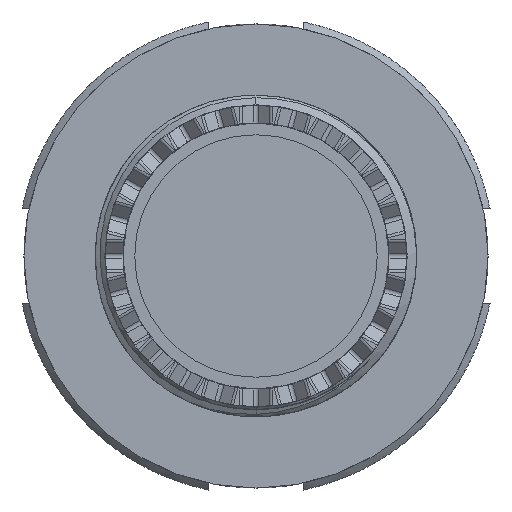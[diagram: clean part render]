
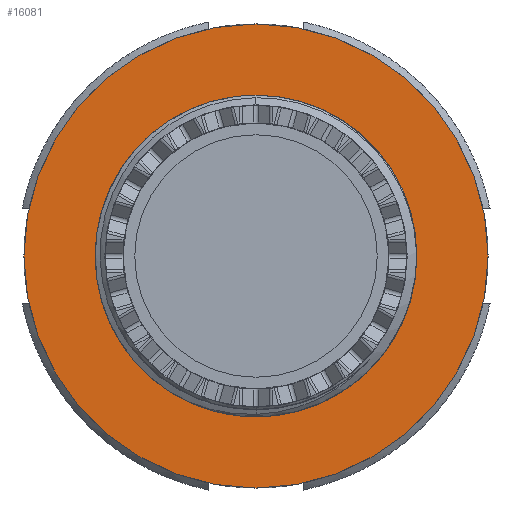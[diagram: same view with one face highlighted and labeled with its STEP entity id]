
A CAD part, front view. The second image highlights one B-rep face of the part: STEP entity #16081.
In plain terms, the highlighted planar face has unit normal (0, -1, 0).
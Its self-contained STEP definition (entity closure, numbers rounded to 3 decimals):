
#121=CARTESIAN_POINT('',(0.,0.,0.));
#122=DIRECTION('',(0.,-1.,0.));
#123=DIRECTION('',(0.,0.,-1.));
#124=AXIS2_PLACEMENT_3D('',#121,#122,#123);
#376=CARTESIAN_POINT('',(0.,0.,0.));
#377=DIRECTION('',(0.,1.,0.));
#378=DIRECTION('',(0.,0.,-1.));
#379=AXIS2_PLACEMENT_3D('',#376,#377,#378);
#3588=CARTESIAN_POINT('',(0.,0.,0.));
#3589=DIRECTION('',(0.,-1.,0.));
#3590=DIRECTION('',(0.,0.,-1.));
#3591=AXIS2_PLACEMENT_3D('',#3588,#3589,#3590);
#3593=CARTESIAN_POINT('',(0.,0.,0.));
#3594=DIRECTION('',(0.,1.,0.));
#3595=DIRECTION('',(0.,0.,-1.));
#3596=AXIS2_PLACEMENT_3D('',#3593,#3594,#3595);
#10290=CARTESIAN_POINT('',(0.,0.,-15.8));
#10291=CARTESIAN_POINT('',(0.,0.,15.8));
#10292=VERTEX_POINT('',#10290);
#10293=VERTEX_POINT('',#10291);
#10359=CARTESIAN_POINT('',(0.,0.,-10.945));
#10360=CARTESIAN_POINT('',(0.,0.,10.945));
#10361=VERTEX_POINT('',#10359);
#10362=VERTEX_POINT('',#10360);
#16066=CARTESIAN_POINT('',(0.,0.,0.));
#16067=DIRECTION('',(0.,-1.,0.));
#16068=DIRECTION('',(0.,0.,-1.));
#16069=AXIS2_PLACEMENT_3D('',#16066,#16067,#16068);
#16070=PLANE('',#16069);
#16072=ORIENTED_EDGE('',*,*,#16071,.F.);
#16074=ORIENTED_EDGE('',*,*,#16073,.T.);
#16075=EDGE_LOOP('',(#16072,#16074));
#16076=FACE_OUTER_BOUND('',#16075,.F.);
#16077=ORIENTED_EDGE('',*,*,#12412,.F.);
#16078=ORIENTED_EDGE('',*,*,#12336,.T.);
#16079=EDGE_LOOP('',(#16077,#16078));
#16080=FACE_BOUND('',#16079,.F.);
#16081=ADVANCED_FACE('',(#16076,#16080),#16070,.T.);
#125=CIRCLE('',#124,10.945);
#380=CIRCLE('',#379,10.945);
#3592=CIRCLE('',#3591,15.8);
#3597=CIRCLE('',#3596,15.8);
#12336=EDGE_CURVE('',#10361,#10362,#125,.T.);
#12412=EDGE_CURVE('',#10361,#10362,#380,.T.);
#16071=EDGE_CURVE('',#10292,#10293,#3592,.T.);
#16073=EDGE_CURVE('',#10292,#10293,#3597,.T.);
